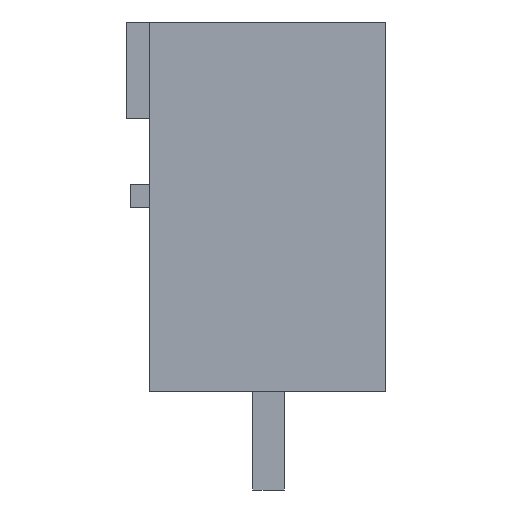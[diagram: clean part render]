
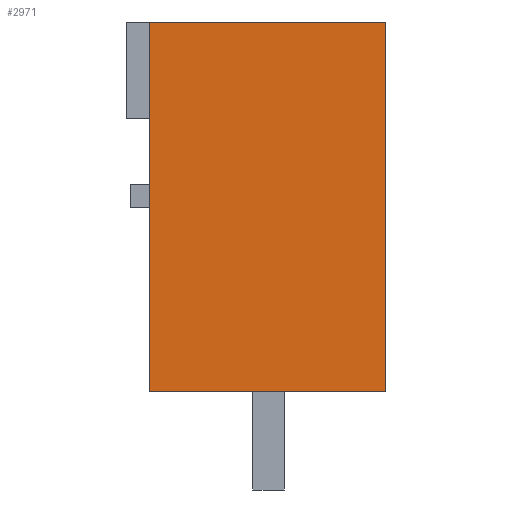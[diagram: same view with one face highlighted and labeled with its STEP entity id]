
A CAD part, left-side view. The second image highlights one B-rep face of the part: STEP entity #2971.
In plain terms, the highlighted planar face has unit normal (-1, 0, 0).
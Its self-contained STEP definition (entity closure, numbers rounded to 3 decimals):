
#2958=AXIS2_PLACEMENT_3D('Plane Axis2P3D',#2955,#2956,#2957) ;
#89=CARTESIAN_POINT('Vertex',(0.,0.,15.2)) ;
#124=CARTESIAN_POINT('Vertex',(0.,7.68,15.2)) ;
#127=CARTESIAN_POINT('Line Origine',(0.,3.84,15.2)) ;
#1863=CARTESIAN_POINT('Line Origine',(0.,0.,9.2)) ;
#1867=CARTESIAN_POINT('Vertex',(0.,0.,3.2)) ;
#2051=CARTESIAN_POINT('Vertex',(0.,7.68,3.2)) ;
#2054=CARTESIAN_POINT('Line Origine',(0.,7.68,9.2)) ;
#2955=CARTESIAN_POINT('Axis2P3D Location',(0.,-2.42,15.2)) ;
#2960=CARTESIAN_POINT('Line Origine',(0.,3.84,3.2)) ;
#128=DIRECTION('Vector Direction',(0.,1.,0.)) ;
#1864=DIRECTION('Vector Direction',(0.,0.,-1.)) ;
#2055=DIRECTION('Vector Direction',(0.,0.,-1.)) ;
#2956=DIRECTION('Axis2P3D Direction',(-1.,0.,0.)) ;
#2957=DIRECTION('Axis2P3D XDirection',(0.,1.,0.)) ;
#2961=DIRECTION('Vector Direction',(0.,1.,0.)) ;
#129=VECTOR('Line Direction',#128,1.) ;
#1865=VECTOR('Line Direction',#1864,1.) ;
#2056=VECTOR('Line Direction',#2055,1.) ;
#2962=VECTOR('Line Direction',#2961,1.) ;
#2966=ORIENTED_EDGE('',*,*,#131,.T.) ;
#2967=ORIENTED_EDGE('',*,*,#2058,.T.) ;
#2968=ORIENTED_EDGE('',*,*,#2964,.F.) ;
#2969=ORIENTED_EDGE('',*,*,#1869,.F.) ;
#2971=ADVANCED_FACE('Body',(#2970),#2959,.T.) ;
#131=EDGE_CURVE('',#90,#125,#130,.T.) ;
#1869=EDGE_CURVE('',#90,#1868,#1866,.T.) ;
#2058=EDGE_CURVE('',#125,#2052,#2057,.T.) ;
#2964=EDGE_CURVE('',#1868,#2052,#2963,.T.) ;
#2965=EDGE_LOOP('',(#2966,#2967,#2968,#2969)) ;
#2970=FACE_OUTER_BOUND('',#2965,.T.) ;
#130=LINE('Line',#127,#129) ;
#1866=LINE('Line',#1863,#1865) ;
#2057=LINE('Line',#2054,#2056) ;
#2963=LINE('Line',#2960,#2962) ;
#2959=PLANE('',#2958) ;
#90=VERTEX_POINT('',#89) ;
#125=VERTEX_POINT('',#124) ;
#1868=VERTEX_POINT('',#1867) ;
#2052=VERTEX_POINT('',#2051) ;
